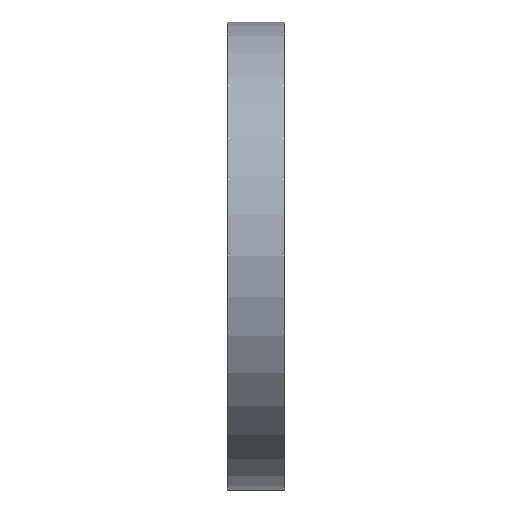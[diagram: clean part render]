
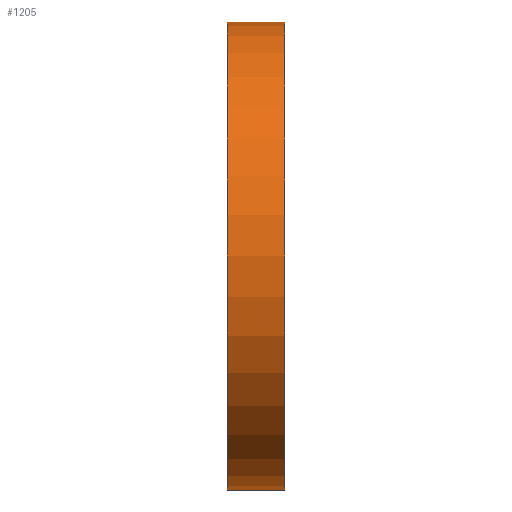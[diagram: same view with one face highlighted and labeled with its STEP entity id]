
A CAD part, left-side view. The second image highlights one B-rep face of the part: STEP entity #1205.
In plain terms, the highlighted cylindrical face has radius 45 mm (diameter 90 mm), a partial arc.
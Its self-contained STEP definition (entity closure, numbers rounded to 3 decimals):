
#6 = CARTESIAN_POINT ( 'NONE',  ( 0., 0., 0. ) ) ;
#203 = DIRECTION ( 'NONE',  ( 0., 1., 0. ) ) ;
#503 = CARTESIAN_POINT ( 'NONE',  ( 0., 0., -45. ) ) ;
#586 = EDGE_LOOP ( 'NONE', ( #2316, #5541, #1438, #3390 ) ) ;
#622 = VECTOR ( 'NONE', #4360, 1000. ) ;
#914 = DIRECTION ( 'NONE',  ( 0., 1., 0. ) ) ;
#1205 = ADVANCED_FACE ( 'NONE', ( #1340 ), #1446, .T. ) ;
#1226 = VERTEX_POINT ( 'NONE', #503 ) ;
#1340 = FACE_OUTER_BOUND ( 'NONE', #586, .T. ) ;
#1375 = LINE ( 'NONE', #3844, #2732 ) ;
#1438 = ORIENTED_EDGE ( 'NONE', *, *, #1731, .T. ) ;
#1446 = CYLINDRICAL_SURFACE ( 'NONE', #5933, 45. ) ;
#1731 = EDGE_CURVE ( 'NONE', #2923, #1226, #1375, .T. ) ;
#1930 = LINE ( 'NONE', #3856, #622 ) ;
#2226 = CIRCLE ( 'NONE', #2836, 45. ) ;
#2316 = ORIENTED_EDGE ( 'NONE', *, *, #2640, .F. ) ;
#2596 = EDGE_CURVE ( 'NONE', #1226, #3898, #2226, .T. ) ;
#2640 = EDGE_CURVE ( 'NONE', #5834, #3898, #1930, .T. ) ;
#2732 = VECTOR ( 'NONE', #5217, 1000. ) ;
#2812 = AXIS2_PLACEMENT_3D ( 'NONE', #3134, #203, #4078 ) ;
#2836 = AXIS2_PLACEMENT_3D ( 'NONE', #6, #914, #2845 ) ;
#2845 = DIRECTION ( 'NONE',  ( 0., 0., 1. ) ) ;
#2918 = CARTESIAN_POINT ( 'NONE',  ( 0., 11., 45. ) ) ;
#2923 = VERTEX_POINT ( 'NONE', #5848 ) ;
#3134 = CARTESIAN_POINT ( 'NONE',  ( 0., 11., 0. ) ) ;
#3269 = CARTESIAN_POINT ( 'NONE',  ( 0., 11., 0. ) ) ;
#3390 = ORIENTED_EDGE ( 'NONE', *, *, #2596, .T. ) ;
#3844 = CARTESIAN_POINT ( 'NONE',  ( 0., 11., -45. ) ) ;
#3856 = CARTESIAN_POINT ( 'NONE',  ( 0., 11., 45. ) ) ;
#3898 = VERTEX_POINT ( 'NONE', #5897 ) ;
#4078 = DIRECTION ( 'NONE',  ( 0., 0., 1. ) ) ;
#4126 = CIRCLE ( 'NONE', #2812, 45. ) ;
#4360 = DIRECTION ( 'NONE',  ( 0., -1., 0. ) ) ;
#4753 = EDGE_CURVE ( 'NONE', #2923, #5834, #4126, .T. ) ;
#5184 = DIRECTION ( 'NONE',  ( 0., -1., 0. ) ) ;
#5217 = DIRECTION ( 'NONE',  ( 0., -1., 0. ) ) ;
#5286 = DIRECTION ( 'NONE',  ( 0., 0., -1. ) ) ;
#5541 = ORIENTED_EDGE ( 'NONE', *, *, #4753, .F. ) ;
#5834 = VERTEX_POINT ( 'NONE', #2918 ) ;
#5848 = CARTESIAN_POINT ( 'NONE',  ( 0., 11., -45. ) ) ;
#5897 = CARTESIAN_POINT ( 'NONE',  ( 0., 0., 45. ) ) ;
#5933 = AXIS2_PLACEMENT_3D ( 'NONE', #3269, #5184, #5286 ) ;
